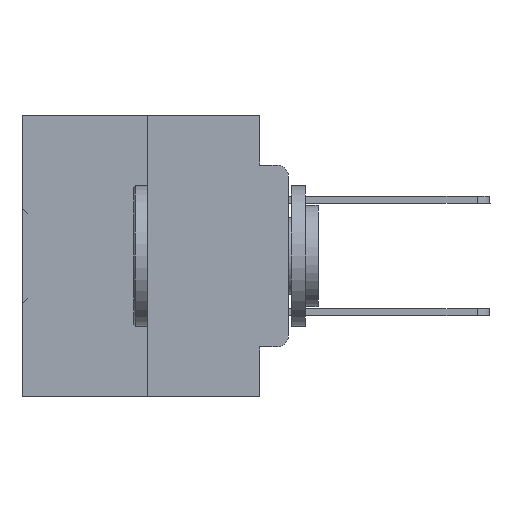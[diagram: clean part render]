
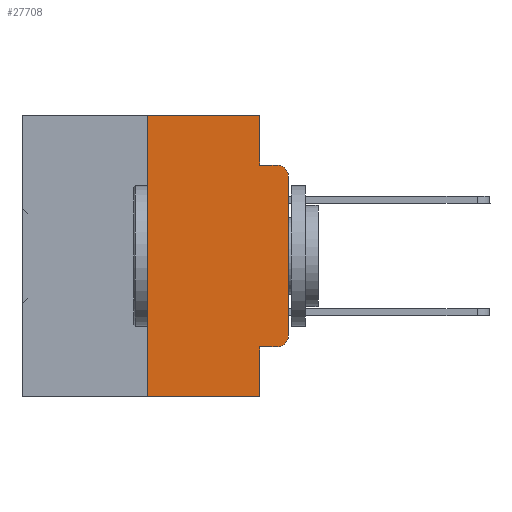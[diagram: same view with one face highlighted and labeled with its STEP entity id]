
A CAD part, left-side view. The second image highlights one B-rep face of the part: STEP entity #27708.
In plain terms, the highlighted planar face has unit normal (-1, 0, 0).
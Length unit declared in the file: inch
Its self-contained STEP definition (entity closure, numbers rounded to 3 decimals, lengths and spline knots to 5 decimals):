
#298 = LINE ( 'NONE', #13300, #16159 ) ;
#532 = VERTEX_POINT ( 'NONE', #17862 ) ;
#736 = CARTESIAN_POINT ( 'NONE',  ( 0., 0.051, 0. ) ) ;
#1783 = CARTESIAN_POINT ( 'NONE',  ( 0., 0.051, -0.5 ) ) ;
#1834 = DIRECTION ( 'NONE',  ( -1., 0., 0. ) ) ;
#1990 = EDGE_CURVE ( 'NONE', #17290, #7146, #7568, .T. ) ;
#2285 = EDGE_CURVE ( 'NONE', #20391, #9183, #21012, .T. ) ;
#2602 = CIRCLE ( 'NONE', #14868, 0.02 ) ;
#3214 = CARTESIAN_POINT ( 'NONE',  ( 0., 0.473, -0.5 ) ) ;
#3281 = LINE ( 'NONE', #28934, #18148 ) ;
#4280 = CARTESIAN_POINT ( 'NONE',  ( 0., 0.051, -0.0885 ) ) ;
#6451 = CARTESIAN_POINT ( 'NONE',  ( 0., 0.051, 0. ) ) ;
#6946 = CARTESIAN_POINT ( 'NONE',  ( 0., 0., -0.1085 ) ) ;
#7023 = LINE ( 'NONE', #6451, #29720 ) ;
#7146 = VERTEX_POINT ( 'NONE', #6946 ) ;
#7568 = LINE ( 'NONE', #15551, #37188 ) ;
#9183 = VERTEX_POINT ( 'NONE', #31841 ) ;
#9401 = ORIENTED_EDGE ( 'NONE', *, *, #1990, .T. ) ;
#9761 = AXIS2_PLACEMENT_3D ( 'NONE', #17391, #38028, #20345 ) ;
#10552 = ORIENTED_EDGE ( 'NONE', *, *, #33760, .T. ) ;
#10613 = AXIS2_PLACEMENT_3D ( 'NONE', #22798, #10965, #31680 ) ;
#10965 = DIRECTION ( 'NONE',  ( 1., 0., 0. ) ) ;
#12679 = EDGE_CURVE ( 'NONE', #22719, #17290, #38395, .T. ) ;
#13300 = CARTESIAN_POINT ( 'NONE',  ( 0., 0.051, -0.0885 ) ) ;
#13813 = CARTESIAN_POINT ( 'NONE',  ( 0., 0., -0.3915 ) ) ;
#13896 = CARTESIAN_POINT ( 'NONE',  ( 0., 0.25, -0.5 ) ) ;
#14379 = DIRECTION ( 'NONE',  ( 0., -1., 0. ) ) ;
#14868 = AXIS2_PLACEMENT_3D ( 'NONE', #19615, #1834, #22597 ) ;
#15251 = DIRECTION ( 'NONE',  ( 0., 0., 1. ) ) ;
#15551 = CARTESIAN_POINT ( 'NONE',  ( 0., 0., 0. ) ) ;
#16159 = VECTOR ( 'NONE', #33957, 39.37008 ) ;
#16644 = LINE ( 'NONE', #3214, #24521 ) ;
#17065 = CARTESIAN_POINT ( 'NONE',  ( 0., 0.02, -0.0885 ) ) ;
#17174 = DIRECTION ( 'NONE',  ( 0., 0., 1. ) ) ;
#17290 = VERTEX_POINT ( 'NONE', #13813 ) ;
#17391 = CARTESIAN_POINT ( 'NONE',  ( 0., 0.02, -0.3915 ) ) ;
#17862 = CARTESIAN_POINT ( 'NONE',  ( 0., 0.051, -0.4115 ) ) ;
#18021 = VERTEX_POINT ( 'NONE', #13896 ) ;
#18090 = ORIENTED_EDGE ( 'NONE', *, *, #12679, .T. ) ;
#18148 = VECTOR ( 'NONE', #17174, 39.37008 ) ;
#18271 = DIRECTION ( 'NONE',  ( 0., 0., -1. ) ) ;
#18619 = CARTESIAN_POINT ( 'NONE',  ( 0., 0.473, 0. ) ) ;
#18665 = EDGE_CURVE ( 'NONE', #532, #22719, #36752, .T. ) ;
#19090 = ORIENTED_EDGE ( 'NONE', *, *, #18665, .T. ) ;
#19592 = CARTESIAN_POINT ( 'NONE',  ( 0., 0.02, -0.4115 ) ) ;
#19615 = CARTESIAN_POINT ( 'NONE',  ( 0., 0.02, -0.1085 ) ) ;
#20154 = ORIENTED_EDGE ( 'NONE', *, *, #20618, .F. ) ;
#20194 = CARTESIAN_POINT ( 'NONE',  ( 0., 0.051, -0.4115 ) ) ;
#20345 = DIRECTION ( 'NONE',  ( 0., 0., -1. ) ) ;
#20391 = VERTEX_POINT ( 'NONE', #23636 ) ;
#20618 = EDGE_CURVE ( 'NONE', #532, #31945, #31970, .T. ) ;
#21012 = LINE ( 'NONE', #18619, #34854 ) ;
#21552 = DIRECTION ( 'NONE',  ( 0., 0., -1. ) ) ;
#22597 = DIRECTION ( 'NONE',  ( 0., 0., -1. ) ) ;
#22719 = VERTEX_POINT ( 'NONE', #19592 ) ;
#22798 = CARTESIAN_POINT ( 'NONE',  ( 0., 0.473, 0. ) ) ;
#22932 = ORIENTED_EDGE ( 'NONE', *, *, #26567, .F. ) ;
#22997 = ORIENTED_EDGE ( 'NONE', *, *, #36964, .T. ) ;
#23215 = VECTOR ( 'NONE', #21552, 39.37008 ) ;
#23425 = ORIENTED_EDGE ( 'NONE', *, *, #2285, .F. ) ;
#23453 = ORIENTED_EDGE ( 'NONE', *, *, #32492, .F. ) ;
#23636 = CARTESIAN_POINT ( 'NONE',  ( 0., 0.25, 0. ) ) ;
#24521 = VECTOR ( 'NONE', #32716, 39.37008 ) ;
#24784 = ORIENTED_EDGE ( 'NONE', *, *, #30526, .F. ) ;
#25771 = PLANE ( 'NONE',  #10613 ) ;
#26104 = EDGE_LOOP ( 'NONE', ( #9401, #10552, #23453, #24784, #23425, #22932, #22997, #20154, #19090, #18090 ) ) ;
#26567 = EDGE_CURVE ( 'NONE', #18021, #20391, #3281, .T. ) ;
#27708 = ADVANCED_FACE ( 'NONE', ( #35124 ), #25771, .F. ) ;
#28934 = CARTESIAN_POINT ( 'NONE',  ( 0., 0.25, 0. ) ) ;
#29720 = VECTOR ( 'NONE', #18271, 39.37008 ) ;
#30526 = EDGE_CURVE ( 'NONE', #9183, #31840, #7023, .T. ) ;
#31680 = DIRECTION ( 'NONE',  ( 0., 0., -1. ) ) ;
#31840 = VERTEX_POINT ( 'NONE', #4280 ) ;
#31841 = CARTESIAN_POINT ( 'NONE',  ( 0., 0.051, 0. ) ) ;
#31945 = VERTEX_POINT ( 'NONE', #1783 ) ;
#31970 = LINE ( 'NONE', #736, #23215 ) ;
#32492 = EDGE_CURVE ( 'NONE', #31840, #37876, #298, .T. ) ;
#32716 = DIRECTION ( 'NONE',  ( 0., -1., 0. ) ) ;
#33313 = DIRECTION ( 'NONE',  ( 0., -1., 0. ) ) ;
#33760 = EDGE_CURVE ( 'NONE', #7146, #37876, #2602, .T. ) ;
#33957 = DIRECTION ( 'NONE',  ( 0., -1., 0. ) ) ;
#34854 = VECTOR ( 'NONE', #33313, 39.37008 ) ;
#35124 = FACE_OUTER_BOUND ( 'NONE', #26104, .T. ) ;
#35836 = VECTOR ( 'NONE', #14379, 39.37008 ) ;
#36752 = LINE ( 'NONE', #20194, #35836 ) ;
#36964 = EDGE_CURVE ( 'NONE', #18021, #31945, #16644, .T. ) ;
#37188 = VECTOR ( 'NONE', #15251, 39.37008 ) ;
#37876 = VERTEX_POINT ( 'NONE', #17065 ) ;
#38028 = DIRECTION ( 'NONE',  ( -1., 0., 0. ) ) ;
#38395 = CIRCLE ( 'NONE', #9761, 0.02 ) ;
